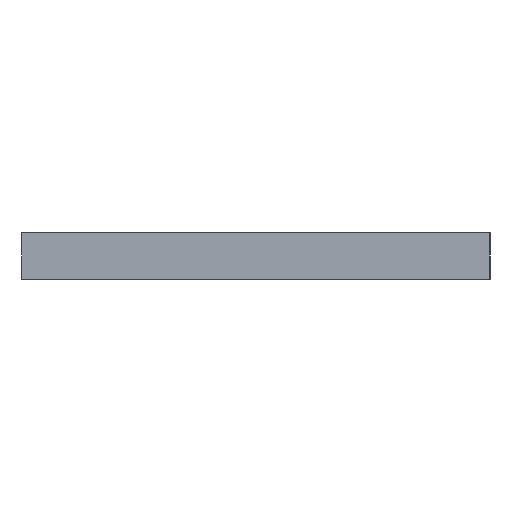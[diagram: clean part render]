
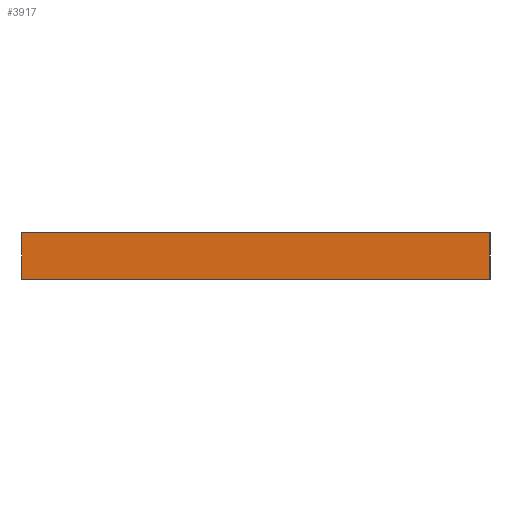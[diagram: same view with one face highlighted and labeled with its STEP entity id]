
A CAD part, left-side view. The second image highlights one B-rep face of the part: STEP entity #3917.
In plain terms, the highlighted planar face has unit normal (-1, 0, 0).
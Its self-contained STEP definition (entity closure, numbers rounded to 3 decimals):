
#122 = CARTESIAN_POINT ( 'NONE',  ( -18.75, 0., 2. ) ) ;
#308 = PLANE ( 'NONE',  #1834 ) ;
#602 = EDGE_CURVE ( 'NONE', #6210, #4972, #2838, .T. ) ;
#760 = VERTEX_POINT ( 'NONE', #4795 ) ;
#916 = CARTESIAN_POINT ( 'NONE',  ( -18.75, -15., -1. ) ) ;
#1165 = CARTESIAN_POINT ( 'NONE',  ( -18.75, 0., -1. ) ) ;
#1263 = LINE ( 'NONE', #5742, #7713 ) ;
#1809 = LINE ( 'NONE', #1165, #3764 ) ;
#1834 = AXIS2_PLACEMENT_3D ( 'NONE', #3500, #4139, #5425 ) ;
#1988 = DIRECTION ( 'NONE',  ( 0., 0., 1. ) ) ;
#2345 = EDGE_CURVE ( 'NONE', #760, #6210, #1263, .T. ) ;
#2362 = EDGE_LOOP ( 'NONE', ( #4372, #3401, #5881, #4637 ) ) ;
#2656 = VERTEX_POINT ( 'NONE', #4200 ) ;
#2764 = DIRECTION ( 'NONE',  ( 0., 0., 1. ) ) ;
#2838 = LINE ( 'NONE', #122, #6473 ) ;
#3365 = DIRECTION ( 'NONE',  ( 0., -1., 0. ) ) ;
#3401 = ORIENTED_EDGE ( 'NONE', *, *, #602, .F. ) ;
#3500 = CARTESIAN_POINT ( 'NONE',  ( -18.75, 0., -1. ) ) ;
#3610 = VECTOR ( 'NONE', #2764, 1000. ) ;
#3764 = VECTOR ( 'NONE', #3792, 1000. ) ;
#3792 = DIRECTION ( 'NONE',  ( 0., -1., 0. ) ) ;
#3917 = ADVANCED_FACE ( 'NONE', ( #6118 ), #308, .T. ) ;
#3926 = EDGE_CURVE ( 'NONE', #2656, #4972, #4187, .T. ) ;
#4139 = DIRECTION ( 'NONE',  ( -1., 0., 0. ) ) ;
#4187 = LINE ( 'NONE', #916, #3610 ) ;
#4200 = CARTESIAN_POINT ( 'NONE',  ( -18.75, -15., -1. ) ) ;
#4372 = ORIENTED_EDGE ( 'NONE', *, *, #3926, .T. ) ;
#4637 = ORIENTED_EDGE ( 'NONE', *, *, #5420, .T. ) ;
#4795 = CARTESIAN_POINT ( 'NONE',  ( -18.75, 15., -1. ) ) ;
#4972 = VERTEX_POINT ( 'NONE', #6886 ) ;
#5420 = EDGE_CURVE ( 'NONE', #760, #2656, #1809, .T. ) ;
#5425 = DIRECTION ( 'NONE',  ( 0., 0., 1. ) ) ;
#5742 = CARTESIAN_POINT ( 'NONE',  ( -18.75, 15., -1. ) ) ;
#5881 = ORIENTED_EDGE ( 'NONE', *, *, #2345, .F. ) ;
#6118 = FACE_OUTER_BOUND ( 'NONE', #2362, .T. ) ;
#6210 = VERTEX_POINT ( 'NONE', #6746 ) ;
#6473 = VECTOR ( 'NONE', #3365, 1000. ) ;
#6746 = CARTESIAN_POINT ( 'NONE',  ( -18.75, 15., 2. ) ) ;
#6886 = CARTESIAN_POINT ( 'NONE',  ( -18.75, -15., 2. ) ) ;
#7713 = VECTOR ( 'NONE', #1988, 1000. ) ;
